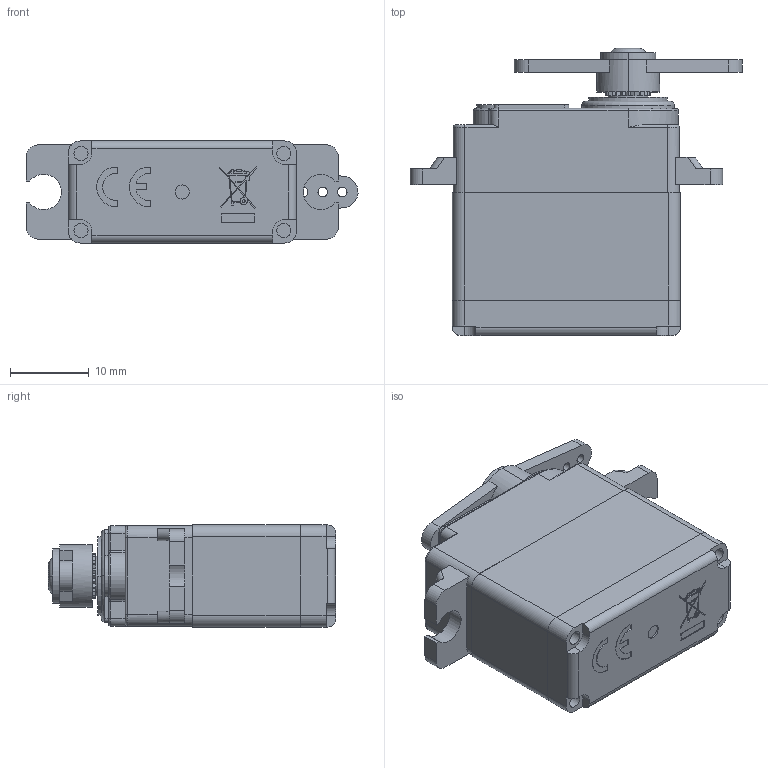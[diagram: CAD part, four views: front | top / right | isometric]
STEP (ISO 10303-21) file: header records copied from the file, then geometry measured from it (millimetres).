
FILE_DESCRIPTION((''),'2;1');
FILE_NAME('MD85MG_ASM','2018-05-10T',('servo-csw'),(''),'CREO PARAMETRIC BY PTC INC, 2016050','CREO PARAMETRIC BY PTC INC, 2016050','');
FILE_SCHEMA(('CONFIG_CONTROL_DESIGN'));
Length unit declared in the file: millimetre
Products named in the file (9): 120101020038_PBT_HS85M_R; 120212000029_BSBM_HS85MG5; 120212000029_BSBM_HS85MG5_ASM; 120101010056_PBT_HS85T-R; 120101030053_PBT_HS85L_R; M-I24T_POM_120217000012; 120204000003_A26_5_7X2_7__TW; 120201000013_18A_CBH_M2_3XL5; MD85MG_ASM
Assembly tree (8 placements, depth 3):
  MD85MG_ASM
    120101020038_PBT_HS85M_R
    120212000029_BSBM_HS85MG5_ASM
      120212000029_BSBM_HS85MG5
    120101010056_PBT_HS85T-R
    120101030053_PBT_HS85L_R
    M-I24T_POM_120217000012
    120204000003_A26_5_7X2_7__TW
    120201000013_18A_CBH_M2_3XL5
Bounding box: 42.27 x 36.55 x 13 mm (x, y, z)
Volume: 10472 mm3; surface area: 6275.6 mm2
Topology: 7 solids, 7 shells, 1132 faces, 3171 edges, 2100 vertices
Faces by surface type: plane 825, cylinder 175, cone 68, torus 52, bspline 6, extrusion 4, sphere 2
Entity records: 48255 total; most frequent: CARTESIAN_POINT 8984, ORIENTED_EDGE 6338, DIRECTION 5813, PRESENTATION_STYLE_ASSIGNMENT 3176, STYLED_ITEM 3176, CURVE_STYLE 3169, EDGE_CURVE 3169, VECTOR 2491
